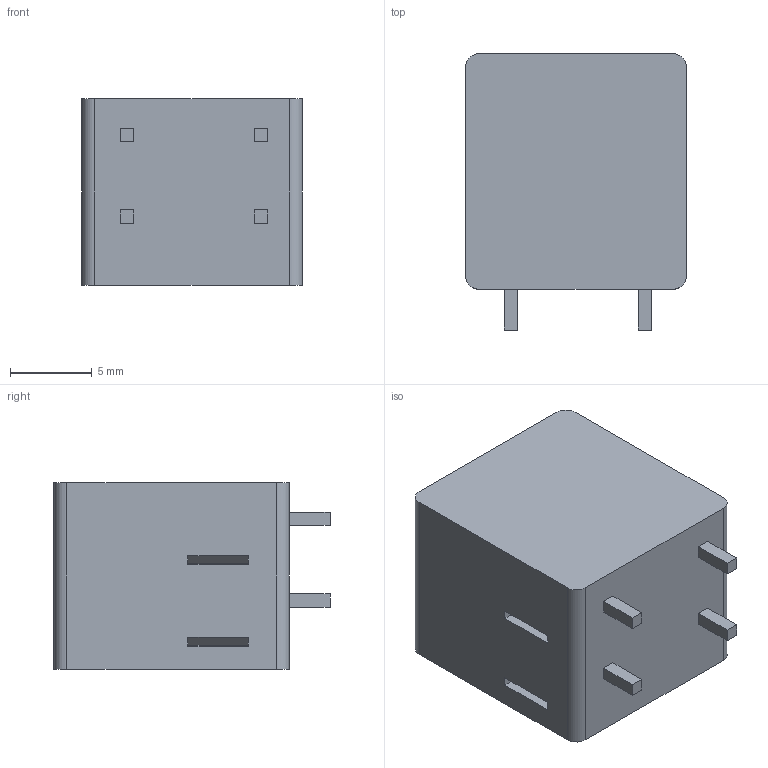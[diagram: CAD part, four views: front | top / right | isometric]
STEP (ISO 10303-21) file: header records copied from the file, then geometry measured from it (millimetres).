
FILE_DESCRIPTION((''),'2;1');
FILE_NAME('PRT0009','2024-09-23T',('sj'),(''),'PRO/ENGINEER BY PARAMETRIC TECHNOLOGY CORPORATION, 2013240','PRO/ENGINEER BY PARAMETRIC TECHNOLOGY CORPORATION, 2013240','');
FILE_SCHEMA(('AUTOMOTIVE_DESIGN_CC2 { 1 2 10303 214 -1 1 5 2 }'));
Length unit declared in the file: millimetre
Products named in the file (1): PRT0009
Bounding box: 13.5 x 16.9 x 11.4 mm (x, y, z)
Volume: 2117.8 mm3; surface area: 1142.5 mm2
Topology: 1 solids, 1 shells, 114 faces, 270 edges, 172 vertices
Faces by surface type: plane 62, cylinder 36, torus 8, cone 4, bspline 4
Entity records: 3520 total; most frequent: CARTESIAN_POINT 842, DIRECTION 554, ORIENTED_EDGE 540, EDGE_CURVE 270, AXIS2_PLACEMENT_3D 194, VERTEX_POINT 172, VECTOR 166, LINE 166
